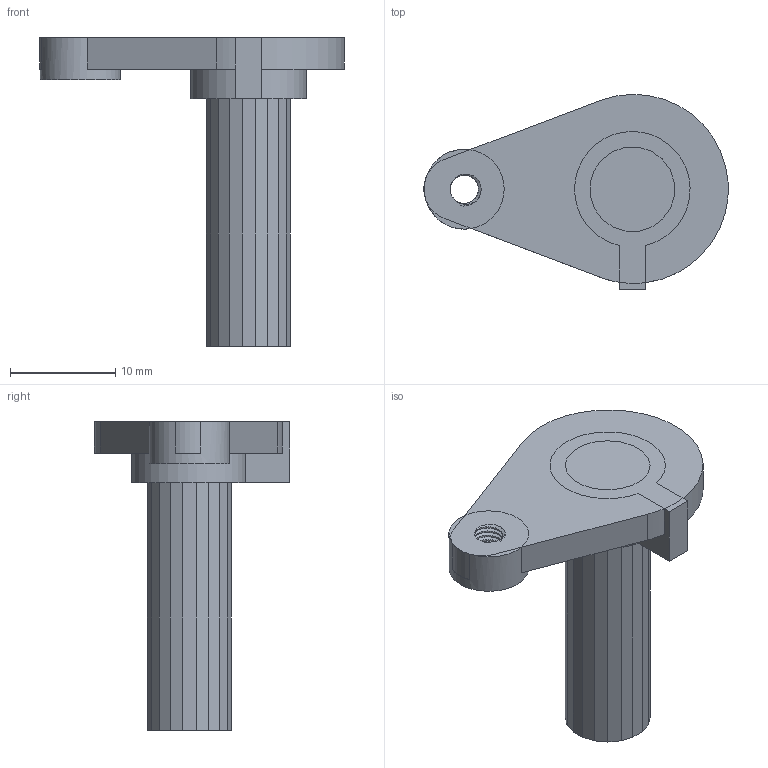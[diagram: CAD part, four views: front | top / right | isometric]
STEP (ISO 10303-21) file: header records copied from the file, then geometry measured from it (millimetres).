
FILE_DESCRIPTION(('FreeCAD Model'),'2;1');
FILE_NAME('Open CASCADE Shape Model','2023-07-16T22:13:14',(''),(''), 'Open CASCADE STEP processor 7.6','FreeCAD','Unknown');
FILE_SCHEMA(('AUTOMOTIVE_DESIGN { 1 0 10303 214 1 1 1 1 }'));
Products named in the file (1): Hole043
Bounding box: 28.97 x 18.58 x 29.4 mm (x, y, z)
Volume: 2446.8 mm3; surface area: 2057.9 mm2
Topology: 1 solids, 1 shells, 268 faces, 589 edges, 326 vertices
Faces by surface type: bspline 166, cylinder 60, plane 40, cone 2
Full cylindrical faces by diameter (mm): 2.6 x45, 2.7 x6, 7.6 x1
Entity records: 47878 total; most frequent: CARTESIAN_POINT 38027, ORIENTED_EDGE 1178, PCURVE 1178, DEFINITIONAL_REPRESENTATION 1178, DIRECTION 1036, B_SPLINE_CURVE_WITH_KNOTS 968, LINE 731, VECTOR 731
